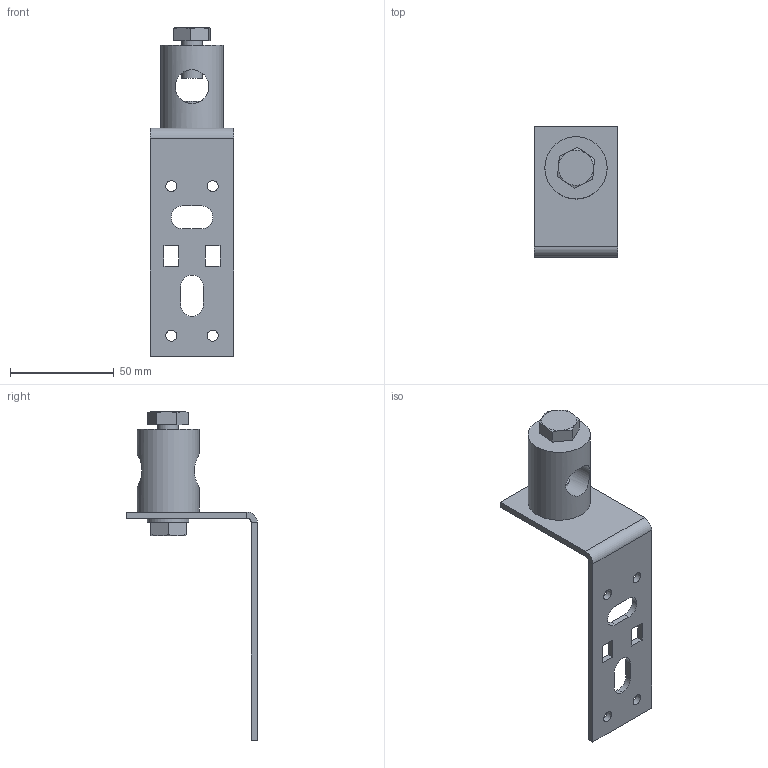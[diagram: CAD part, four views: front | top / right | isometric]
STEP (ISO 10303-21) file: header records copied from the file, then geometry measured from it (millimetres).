
FILE_DESCRIPTION (( 'STEP AP214' ), '1' );
FILE_NAME ('5408986.stp', '2021-05-27T07:09:52', ( '' ), ( '' ), 'SwSTEP 2.0', 'SolidWorks 2020', '' );
FILE_SCHEMA (( 'AUTOMOTIVE_DESIGN' ));
Length unit declared in the file: millimetre
Products named in the file (6): 000730; 5408986; 0079869; 000735; 185631; 185632
Assembly tree (6 placements, depth 3):
  5408986
    000735
    000730
      0079869
      185631  x2
      185632
Bounding box: 40 x 63 x 158.4 mm (x, y, z)
Volume: 45465.1 mm3; surface area: 24255.3 mm2
Topology: 5 solids, 5 shells, 75 faces, 182 edges, 119 vertices
Faces by surface type: plane 50, cylinder 23, cone 2
Full cylindrical faces by diameter (mm): 5.3 x4, 8.5 x2, 10 x2, 10.5 x2, 16.3 x1, 20 x1, 30 x1
Entity records: 3030 total; most frequent: CARTESIAN_POINT 686, DIRECTION 322, ORIENTED_EDGE 286, EDGE_CURVE 143, AXIS2_PLACEMENT_3D 115, EDGE_LOOP 104, VERTEX_POINT 101, VECTOR 92
